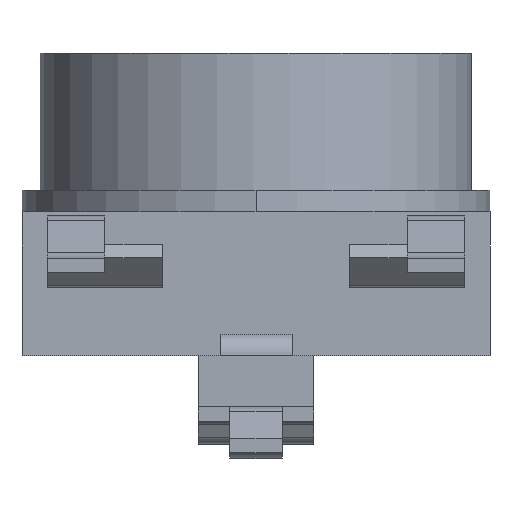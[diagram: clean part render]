
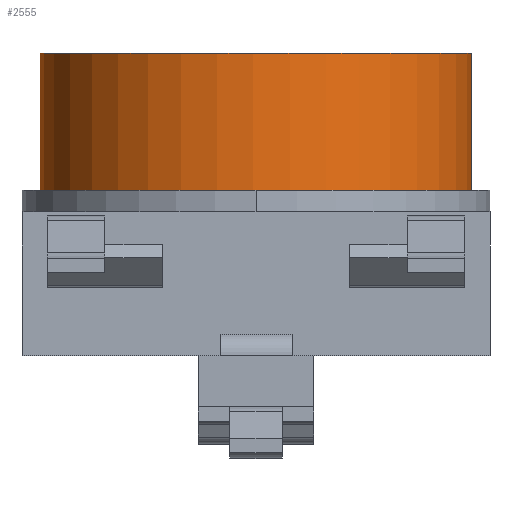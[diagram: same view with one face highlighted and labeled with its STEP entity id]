
A CAD part, front view. The second image highlights one B-rep face of the part: STEP entity #2555.
In plain terms, the highlighted cylindrical face has radius 3 mm (diameter 6 mm), a partial arc.
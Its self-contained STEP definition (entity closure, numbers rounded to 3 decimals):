
#106 = DIRECTION ( 'NONE',  ( 0., -1., 0. ) ) ;
#118 = ORIENTED_EDGE ( 'NONE', *, *, #6448, .T. ) ;
#411 = ORIENTED_EDGE ( 'NONE', *, *, #5776, .T. ) ;
#438 = AXIS2_PLACEMENT_3D ( 'NONE', #6349, #4734, #1061 ) ;
#480 = VERTEX_POINT ( 'NONE', #1157 ) ;
#842 = AXIS2_PLACEMENT_3D ( 'NONE', #5327, #5935, #6398 ) ;
#991 = VERTEX_POINT ( 'NONE', #2050 ) ;
#1061 = DIRECTION ( 'NONE',  ( 0., 0., 1. ) ) ;
#1157 = CARTESIAN_POINT ( 'NONE',  ( -2.4, 2.4, 1.8 ) ) ;
#1241 = CARTESIAN_POINT ( 'NONE',  ( -2.4, 0., 1.8 ) ) ;
#1272 = CARTESIAN_POINT ( 'NONE',  ( 2.4, 0., 1.8 ) ) ;
#1276 = DIRECTION ( 'NONE',  ( 0., 1., 0. ) ) ;
#1675 = VECTOR ( 'NONE', #106, 1000. ) ;
#1711 = VECTOR ( 'NONE', #1276, 1000. ) ;
#1962 = AXIS2_PLACEMENT_3D ( 'NONE', #4957, #4402, #6081 ) ;
#2050 = CARTESIAN_POINT ( 'NONE',  ( -2.4, 0., 1.8 ) ) ;
#2223 = VERTEX_POINT ( 'NONE', #5007 ) ;
#2555 = ADVANCED_FACE ( 'NONE', ( #3315 ), #3919, .T. ) ;
#3086 = EDGE_CURVE ( 'NONE', #2223, #3510, #6528, .T. ) ;
#3315 = FACE_OUTER_BOUND ( 'NONE', #6262, .T. ) ;
#3510 = VERTEX_POINT ( 'NONE', #4310 ) ;
#3919 = CYLINDRICAL_SURFACE ( 'NONE', #1962, 3. ) ;
#4168 = CIRCLE ( 'NONE', #842, 3. ) ;
#4310 = CARTESIAN_POINT ( 'NONE',  ( 2.4, 0., 1.8 ) ) ;
#4402 = DIRECTION ( 'NONE',  ( 0., 1., 0. ) ) ;
#4433 = LINE ( 'NONE', #1241, #1711 ) ;
#4734 = DIRECTION ( 'NONE',  ( 0., -1., 0. ) ) ;
#4957 = CARTESIAN_POINT ( 'NONE',  ( 0., 0., 0. ) ) ;
#4964 = ORIENTED_EDGE ( 'NONE', *, *, #3086, .T. ) ;
#5007 = CARTESIAN_POINT ( 'NONE',  ( 2.4, 2.4, 1.8 ) ) ;
#5327 = CARTESIAN_POINT ( 'NONE',  ( 0., 0., 0. ) ) ;
#5548 = CIRCLE ( 'NONE', #438, 3. ) ;
#5776 = EDGE_CURVE ( 'NONE', #480, #2223, #5548, .T. ) ;
#5935 = DIRECTION ( 'NONE',  ( 0., 1., 0. ) ) ;
#6037 = ORIENTED_EDGE ( 'NONE', *, *, #6785, .T. ) ;
#6081 = DIRECTION ( 'NONE',  ( 0., 0., 1. ) ) ;
#6262 = EDGE_LOOP ( 'NONE', ( #6037, #411, #4964, #118 ) ) ;
#6349 = CARTESIAN_POINT ( 'NONE',  ( 0., 2.4, 0. ) ) ;
#6398 = DIRECTION ( 'NONE',  ( 0., 0., 1. ) ) ;
#6448 = EDGE_CURVE ( 'NONE', #3510, #991, #4168, .T. ) ;
#6528 = LINE ( 'NONE', #1272, #1675 ) ;
#6785 = EDGE_CURVE ( 'NONE', #991, #480, #4433, .T. ) ;
